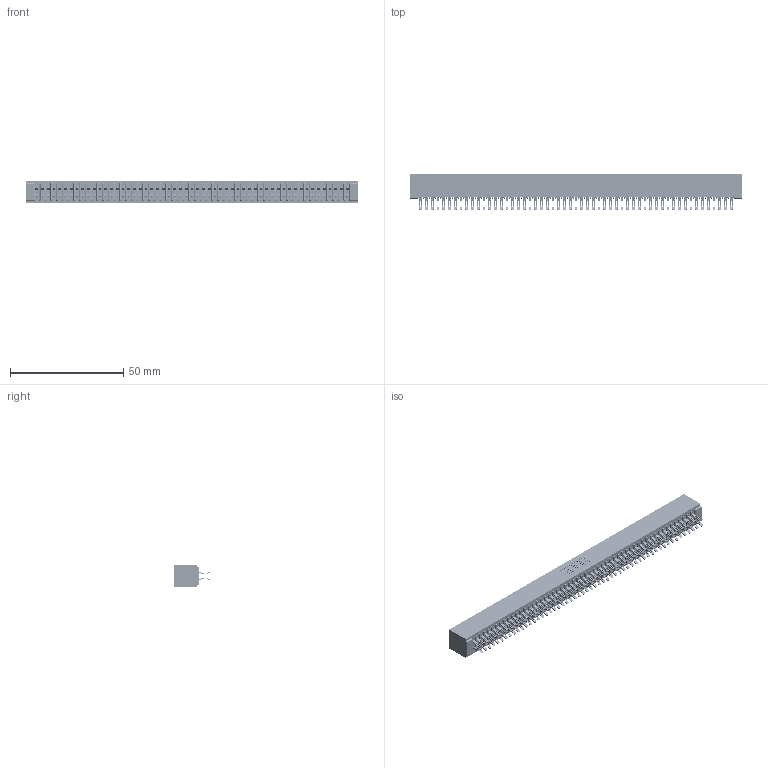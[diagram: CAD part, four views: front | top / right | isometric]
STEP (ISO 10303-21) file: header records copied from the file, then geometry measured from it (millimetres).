
FILE_DESCRIPTION (( 'STEP AP203' ), '1' );
FILE_NAME ('391-110-555-201.STEP', '2018-08-09T21:48:41', ( '' ), ( '' ), 'SwSTEP 2.0', 'SolidWorks 2016', '' );
FILE_SCHEMA (( 'CONFIG_CONTROL_DESIGN' ));
Length unit declared in the file: inch
Products named in the file (3): 341 Part_No Mounting Lugs; 341-292-001_341-292-155; 391-110-555-201
Assembly tree (111 placements, depth 2):
  391-110-555-201
    341 Part_No Mounting Lugs
    341-292-001_341-292-155  x110
Bounding box: 146.69 x 16.31 x 10.16 mm (x, y, z)
Volume: 11219.1 mm3; surface area: 21885.7 mm2
Topology: 111 solids, 111 shells, 8688 faces, 25977 edges, 16910 vertices
Faces by surface type: plane 4684, cylinder 3784, sphere 112, torus 108
Entity records: 65022 total; most frequent: CARTESIAN_POINT 10823, ORIENTED_EDGE 10746, DIRECTION 10483, EDGE_CURVE 5373, VECTOR 4343, LINE 4343, VERTEX_POINT 3394, AXIS2_PLACEMENT_3D 3070
